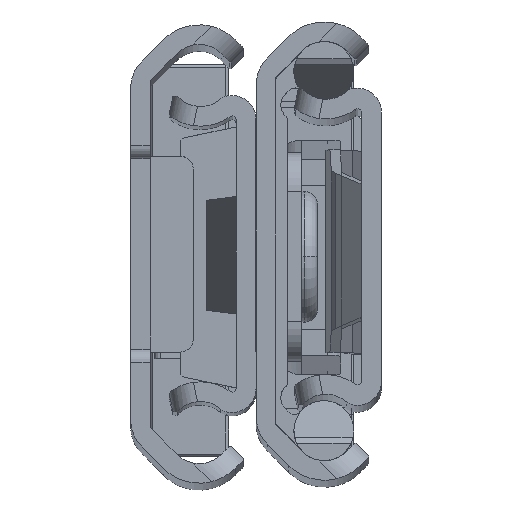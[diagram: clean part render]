
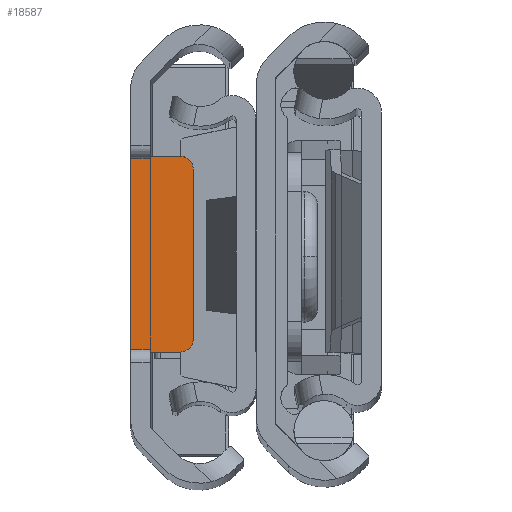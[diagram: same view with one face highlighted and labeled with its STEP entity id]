
A CAD part, top view. The second image highlights one B-rep face of the part: STEP entity #18587.
In plain terms, the highlighted planar face has unit normal (0, 0, 1).
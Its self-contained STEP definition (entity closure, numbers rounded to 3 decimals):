
#256 = LINE ( 'NONE', #4599, #10970 ) ;
#1093 = ORIENTED_EDGE ( 'NONE', *, *, #14482, .F. ) ;
#1145 = VERTEX_POINT ( 'NONE', #17176 ) ;
#1217 = LINE ( 'NONE', #16569, #19936 ) ;
#1479 = VECTOR ( 'NONE', #12050, 1000. ) ;
#2139 = ORIENTED_EDGE ( 'NONE', *, *, #3101, .F. ) ;
#2430 = CARTESIAN_POINT ( 'NONE',  ( 3.3, 7.5, -4. ) ) ;
#2745 = DIRECTION ( 'NONE',  ( 0., 1., 0. ) ) ;
#2862 = EDGE_CURVE ( 'NONE', #13053, #14910, #4502, .T. ) ;
#2880 = CARTESIAN_POINT ( 'NONE',  ( 2.3, 6.5, -4. ) ) ;
#3101 = EDGE_CURVE ( 'NONE', #13053, #4544, #256, .T. ) ;
#3680 = ORIENTED_EDGE ( 'NONE', *, *, #16479, .T. ) ;
#3854 = AXIS2_PLACEMENT_3D ( 'NONE', #2880, #15326, #6015 ) ;
#3946 = LINE ( 'NONE', #2430, #10897 ) ;
#4070 = DIRECTION ( 'NONE',  ( 1., 0., 0. ) ) ;
#4172 = DIRECTION ( 'NONE',  ( 0., 0., 1. ) ) ;
#4264 = LINE ( 'NONE', #16602, #13638 ) ;
#4406 = FACE_OUTER_BOUND ( 'NONE', #12265, .T. ) ;
#4502 = CIRCLE ( 'NONE', #3854, 1. ) ;
#4531 = DIRECTION ( 'NONE',  ( 1., 0., 0. ) ) ;
#4544 = VERTEX_POINT ( 'NONE', #5189 ) ;
#4599 = CARTESIAN_POINT ( 'NONE',  ( 3.3, -7.5, -4. ) ) ;
#4693 = EDGE_CURVE ( 'NONE', #14271, #4544, #19885, .T. ) ;
#4789 = EDGE_CURVE ( 'NONE', #7513, #11030, #13398, .T. ) ;
#4914 = ORIENTED_EDGE ( 'NONE', *, *, #4693, .T. ) ;
#5085 = EDGE_CURVE ( 'NONE', #14271, #1145, #19632, .T. ) ;
#5102 = ORIENTED_EDGE ( 'NONE', *, *, #5085, .F. ) ;
#5189 = CARTESIAN_POINT ( 'NONE',  ( 3.3, -6.5, -4. ) ) ;
#5602 = ORIENTED_EDGE ( 'NONE', *, *, #4789, .F. ) ;
#6015 = DIRECTION ( 'NONE',  ( 0., 1., 0. ) ) ;
#7342 = VERTEX_POINT ( 'NONE', #7461 ) ;
#7461 = CARTESIAN_POINT ( 'NONE',  ( -1.5, -7.5, -4. ) ) ;
#7513 = VERTEX_POINT ( 'NONE', #14032 ) ;
#7552 = CARTESIAN_POINT ( 'NONE',  ( 0., 7.5, -4. ) ) ;
#7701 = DIRECTION ( 'NONE',  ( -1., 0., 0. ) ) ;
#8924 = CARTESIAN_POINT ( 'NONE',  ( 3.3, -7.5, -4. ) ) ;
#9553 = VECTOR ( 'NONE', #4070, 1000. ) ;
#10384 = PLANE ( 'NONE',  #17996 ) ;
#10897 = VECTOR ( 'NONE', #7701, 1000. ) ;
#10970 = VECTOR ( 'NONE', #17038, 1000. ) ;
#11030 = VERTEX_POINT ( 'NONE', #7552 ) ;
#11171 = AXIS2_PLACEMENT_3D ( 'NONE', #16727, #4172, #11667 ) ;
#11667 = DIRECTION ( 'NONE',  ( 0., 1., 0. ) ) ;
#11747 = CARTESIAN_POINT ( 'NONE',  ( 3.3, 6.5, -4. ) ) ;
#12050 = DIRECTION ( 'NONE',  ( -1., 0., 0. ) ) ;
#12098 = DIRECTION ( 'NONE',  ( 0., 1., 0. ) ) ;
#12265 = EDGE_LOOP ( 'NONE', ( #2139, #16128, #3680, #5602, #1093, #14400, #5102, #4914 ) ) ;
#13053 = VERTEX_POINT ( 'NONE', #11747 ) ;
#13398 = LINE ( 'NONE', #17934, #9553 ) ;
#13517 = EDGE_CURVE ( 'NONE', #7342, #1145, #1217, .T. ) ;
#13638 = VECTOR ( 'NONE', #2745, 1000. ) ;
#13730 = DIRECTION ( 'NONE',  ( 0., 0., -1. ) ) ;
#14032 = CARTESIAN_POINT ( 'NONE',  ( -1.5, 7.5, -4. ) ) ;
#14086 = CARTESIAN_POINT ( 'NONE',  ( 2.3, 7.5, -4. ) ) ;
#14271 = VERTEX_POINT ( 'NONE', #14689 ) ;
#14400 = ORIENTED_EDGE ( 'NONE', *, *, #13517, .T. ) ;
#14482 = EDGE_CURVE ( 'NONE', #7342, #7513, #4264, .T. ) ;
#14689 = CARTESIAN_POINT ( 'NONE',  ( 2.3, -7.5, -4. ) ) ;
#14910 = VERTEX_POINT ( 'NONE', #14086 ) ;
#15326 = DIRECTION ( 'NONE',  ( 0., 0., 1. ) ) ;
#16128 = ORIENTED_EDGE ( 'NONE', *, *, #2862, .T. ) ;
#16479 = EDGE_CURVE ( 'NONE', #14910, #11030, #3946, .T. ) ;
#16569 = CARTESIAN_POINT ( 'NONE',  ( -1.5, -7.5, -4. ) ) ;
#16602 = CARTESIAN_POINT ( 'NONE',  ( -1.5, 7.5, -4. ) ) ;
#16727 = CARTESIAN_POINT ( 'NONE',  ( 2.3, -6.5, -4. ) ) ;
#16845 = CARTESIAN_POINT ( 'NONE',  ( -1.5, 7.5, -4. ) ) ;
#17038 = DIRECTION ( 'NONE',  ( 0., -1., 0. ) ) ;
#17176 = CARTESIAN_POINT ( 'NONE',  ( 0., -7.5, -4. ) ) ;
#17934 = CARTESIAN_POINT ( 'NONE',  ( -1.5, 7.5, -4. ) ) ;
#17996 = AXIS2_PLACEMENT_3D ( 'NONE', #16845, #13730, #12098 ) ;
#18587 = ADVANCED_FACE ( 'NONE', ( #4406 ), #10384, .F. ) ;
#19632 = LINE ( 'NONE', #8924, #1479 ) ;
#19885 = CIRCLE ( 'NONE', #11171, 1. ) ;
#19936 = VECTOR ( 'NONE', #4531, 1000. ) ;
